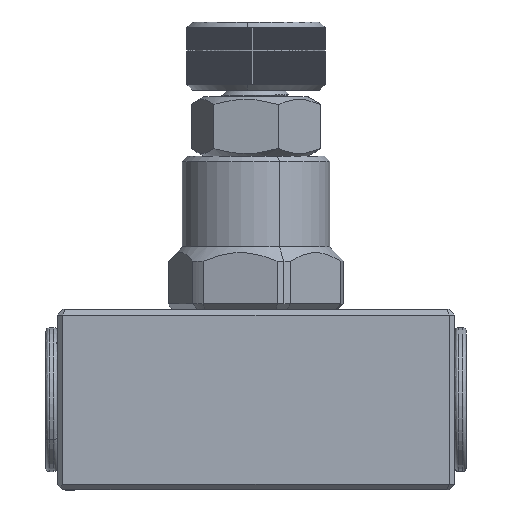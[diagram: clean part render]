
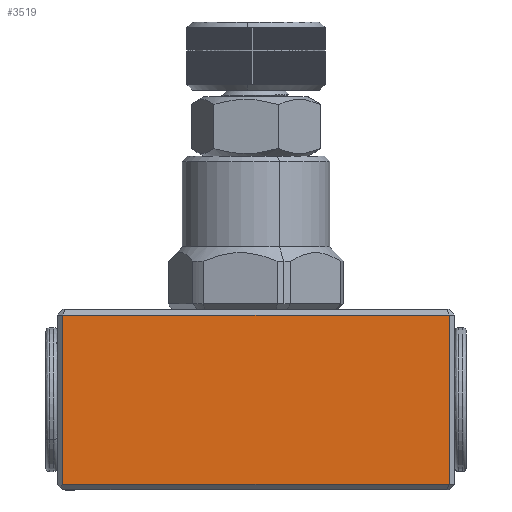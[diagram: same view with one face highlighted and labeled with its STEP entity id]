
A CAD part, front view. The second image highlights one B-rep face of the part: STEP entity #3519.
In plain terms, the highlighted planar face has unit normal (0, -1, 0).
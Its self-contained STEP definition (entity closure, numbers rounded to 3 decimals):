
#1226 = DIRECTION ( 'NONE',  ( -1., 0., 0. ) ) ;
#2597 = DIRECTION ( 'NONE',  ( 0., 0., -1. ) ) ;
#3519 = ADVANCED_FACE ( 'NONE', ( #14065 ), #35456, .F. ) ;
#10916 = LINE ( 'NONE', #53235, #16864 ) ;
#14065 = FACE_OUTER_BOUND ( 'NONE', #74919, .T. ) ;
#15302 = DIRECTION ( 'NONE',  ( 0., 0., 1. ) ) ;
#16864 = VECTOR ( 'NONE', #15302, 1000. ) ;
#18570 = VECTOR ( 'NONE', #62992, 1000. ) ;
#20021 = AXIS2_PLACEMENT_3D ( 'NONE', #48095, #60831, #22942 ) ;
#22942 = DIRECTION ( 'NONE',  ( -1., 0., 0. ) ) ;
#25886 = CARTESIAN_POINT ( 'NONE',  ( 312.057, 267.66, 0.5 ) ) ;
#31865 = LINE ( 'NONE', #46857, #80270 ) ;
#32351 = VERTEX_POINT ( 'NONE', #25886 ) ;
#33478 = EDGE_CURVE ( 'NONE', #47795, #39370, #31865, .T. ) ;
#35456 = PLANE ( 'NONE',  #20021 ) ;
#35955 = ORIENTED_EDGE ( 'NONE', *, *, #33478, .T. ) ;
#39218 = CARTESIAN_POINT ( 'NONE',  ( 278.057, 267.66, 0.5 ) ) ;
#39370 = VERTEX_POINT ( 'NONE', #39951 ) ;
#39951 = CARTESIAN_POINT ( 'NONE',  ( 278.057, 267.66, 0.5 ) ) ;
#46857 = CARTESIAN_POINT ( 'NONE',  ( 278.057, 267.66, 15.9 ) ) ;
#47795 = VERTEX_POINT ( 'NONE', #59958 ) ;
#48095 = CARTESIAN_POINT ( 'NONE',  ( 278.057, 267.66, 15.9 ) ) ;
#53235 = CARTESIAN_POINT ( 'NONE',  ( 312.057, 267.66, 15.9 ) ) ;
#53333 = VECTOR ( 'NONE', #1226, 1000. ) ;
#55289 = LINE ( 'NONE', #39218, #53333 ) ;
#55802 = ORIENTED_EDGE ( 'NONE', *, *, #55942, .T. ) ;
#55942 = EDGE_CURVE ( 'NONE', #67291, #47795, #67113, .T. ) ;
#56182 = EDGE_CURVE ( 'NONE', #32351, #67291, #10916, .T. ) ;
#59958 = CARTESIAN_POINT ( 'NONE',  ( 278.057, 267.66, 15.4 ) ) ;
#60831 = DIRECTION ( 'NONE',  ( 0., 1., 0. ) ) ;
#62001 = ORIENTED_EDGE ( 'NONE', *, *, #56182, .T. ) ;
#62992 = DIRECTION ( 'NONE',  ( -1., 0., 0. ) ) ;
#67113 = LINE ( 'NONE', #75432, #18570 ) ;
#67291 = VERTEX_POINT ( 'NONE', #81232 ) ;
#74098 = ORIENTED_EDGE ( 'NONE', *, *, #78151, .F. ) ;
#74919 = EDGE_LOOP ( 'NONE', ( #74098, #62001, #55802, #35955 ) ) ;
#75432 = CARTESIAN_POINT ( 'NONE',  ( 0., 267.66, 15.4 ) ) ;
#78151 = EDGE_CURVE ( 'NONE', #32351, #39370, #55289, .T. ) ;
#80270 = VECTOR ( 'NONE', #2597, 1000. ) ;
#81232 = CARTESIAN_POINT ( 'NONE',  ( 312.057, 267.66, 15.4 ) ) ;
